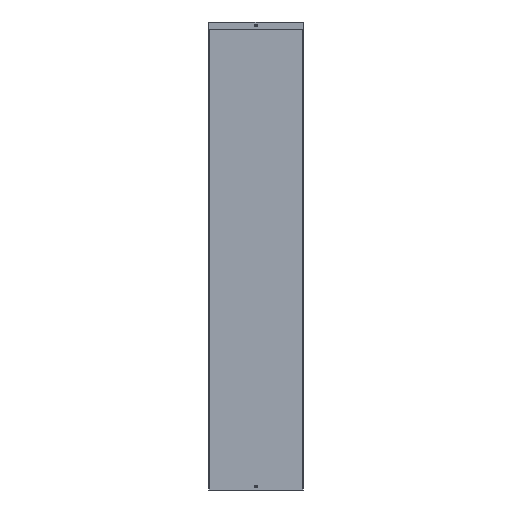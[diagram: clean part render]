
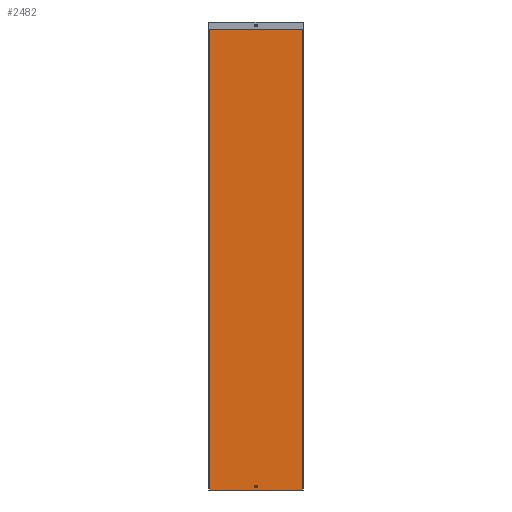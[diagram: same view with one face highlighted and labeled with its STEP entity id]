
A CAD part, front view. The second image highlights one B-rep face of the part: STEP entity #2482.
In plain terms, the highlighted planar face has unit normal (0, -1, 0).
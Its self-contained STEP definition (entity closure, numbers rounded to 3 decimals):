
#3 = VERTEX_POINT ( 'NONE', #1366 ) ;
#116 = ORIENTED_EDGE ( 'NONE', *, *, #2041, .F. ) ;
#180 = CIRCLE ( 'NONE', #839, 7.098 ) ;
#185 = CARTESIAN_POINT ( 'NONE',  ( 301., 0., 0. ) ) ;
#283 = AXIS2_PLACEMENT_3D ( 'NONE', #1561, #2831, #567 ) ;
#284 = DIRECTION ( 'NONE',  ( 1., 0., 0. ) ) ;
#319 = CARTESIAN_POINT ( 'NONE',  ( 10.094, 0., 24.001 ) ) ;
#362 = CARTESIAN_POINT ( 'NONE',  ( -302., 0., 3000. ) ) ;
#388 = EDGE_CURVE ( 'NONE', #3, #2419, #2229, .T. ) ;
#452 = PLANE ( 'NONE',  #3015 ) ;
#455 = DIRECTION ( 'NONE',  ( 0., 1., 0. ) ) ;
#460 = DIRECTION ( 'NONE',  ( 0., 0., 1. ) ) ;
#498 = VECTOR ( 'NONE', #502, 1000. ) ;
#501 = CARTESIAN_POINT ( 'NONE',  ( -0.004, 0., 31.099 ) ) ;
#502 = DIRECTION ( 'NONE',  ( 1., 0., 0. ) ) ;
#509 = LINE ( 'NONE', #1835, #498 ) ;
#567 = DIRECTION ( 'NONE',  ( 1., 0., 0. ) ) ;
#594 = DIRECTION ( 'NONE',  ( -1., 0., 0. ) ) ;
#623 = VERTEX_POINT ( 'NONE', #3949 ) ;
#673 = VECTOR ( 'NONE', #594, 1000. ) ;
#834 = CARTESIAN_POINT ( 'NONE',  ( 2.996, 0., 24.001 ) ) ;
#839 = AXIS2_PLACEMENT_3D ( 'NONE', #834, #1215, #284 ) ;
#903 = FACE_BOUND ( 'NONE', #3177, .T. ) ;
#1058 = VECTOR ( 'NONE', #3928, 1000. ) ;
#1066 = LINE ( 'NONE', #3933, #1058 ) ;
#1082 = AXIS2_PLACEMENT_3D ( 'NONE', #2245, #2260, #2274 ) ;
#1215 = DIRECTION ( 'NONE',  ( 0., -1., 0. ) ) ;
#1232 = VERTEX_POINT ( 'NONE', #2179 ) ;
#1294 = EDGE_CURVE ( 'NONE', #1299, #2515, #1066, .T. ) ;
#1299 = VERTEX_POINT ( 'NONE', #1781 ) ;
#1305 = LINE ( 'NONE', #1901, #1508 ) ;
#1366 = CARTESIAN_POINT ( 'NONE',  ( 2.996, 0., 16.903 ) ) ;
#1399 = ORIENTED_EDGE ( 'NONE', *, *, #4013, .T. ) ;
#1444 = VERTEX_POINT ( 'NONE', #4011 ) ;
#1508 = VECTOR ( 'NONE', #1768, 1000. ) ;
#1525 = LINE ( 'NONE', #2339, #3265 ) ;
#1561 = CARTESIAN_POINT ( 'NONE',  ( 2.996, 0., 24.001 ) ) ;
#1657 = VERTEX_POINT ( 'NONE', #3407 ) ;
#1768 = DIRECTION ( 'NONE',  ( -1., 0., 0. ) ) ;
#1771 = VECTOR ( 'NONE', #2428, 1000. ) ;
#1781 = CARTESIAN_POINT ( 'NONE',  ( 301., 0., 2948.764 ) ) ;
#1782 = EDGE_CURVE ( 'NONE', #1232, #2515, #509, .T. ) ;
#1835 = CARTESIAN_POINT ( 'NONE',  ( -302., 0., 0. ) ) ;
#1901 = CARTESIAN_POINT ( 'NONE',  ( -302., 0., 2948.764 ) ) ;
#2041 = EDGE_CURVE ( 'NONE', #2419, #3954, #180, .T. ) ;
#2132 = LINE ( 'NONE', #2450, #1771 ) ;
#2173 = CARTESIAN_POINT ( 'NONE',  ( 2.996, 0., 31.099 ) ) ;
#2179 = CARTESIAN_POINT ( 'NONE',  ( -301., 0., 0. ) ) ;
#2229 = CIRCLE ( 'NONE', #283, 7.098 ) ;
#2245 = CARTESIAN_POINT ( 'NONE',  ( -3.004, 0., 24.001 ) ) ;
#2260 = DIRECTION ( 'NONE',  ( 0., -1., 0. ) ) ;
#2274 = DIRECTION ( 'NONE',  ( 1., 0., 0. ) ) ;
#2339 = CARTESIAN_POINT ( 'NONE',  ( -301., 0., 3000. ) ) ;
#2419 = VERTEX_POINT ( 'NONE', #319 ) ;
#2428 = DIRECTION ( 'NONE',  ( 1., 0., 0. ) ) ;
#2450 = CARTESIAN_POINT ( 'NONE',  ( -0.004, 0., 16.903 ) ) ;
#2482 = ADVANCED_FACE ( 'NONE', ( #3502, #903 ), #452, .F. ) ;
#2515 = VERTEX_POINT ( 'NONE', #185 ) ;
#2580 = DIRECTION ( 'NONE',  ( 0., 0., -1. ) ) ;
#2831 = DIRECTION ( 'NONE',  ( 0., -1., 0. ) ) ;
#2838 = ORIENTED_EDGE ( 'NONE', *, *, #1294, .F. ) ;
#2890 = EDGE_CURVE ( 'NONE', #1299, #623, #1305, .T. ) ;
#3015 = AXIS2_PLACEMENT_3D ( 'NONE', #362, #455, #460 ) ;
#3020 = EDGE_CURVE ( 'NONE', #1657, #3, #2132, .T. ) ;
#3049 = ORIENTED_EDGE ( 'NONE', *, *, #388, .F. ) ;
#3161 = LINE ( 'NONE', #501, #673 ) ;
#3177 = EDGE_LOOP ( 'NONE', ( #3531, #116, #3049, #3389, #3187 ) ) ;
#3187 = ORIENTED_EDGE ( 'NONE', *, *, #3913, .F. ) ;
#3265 = VECTOR ( 'NONE', #2580, 1000. ) ;
#3389 = ORIENTED_EDGE ( 'NONE', *, *, #3020, .F. ) ;
#3407 = CARTESIAN_POINT ( 'NONE',  ( -3.004, 0., 16.903 ) ) ;
#3413 = CIRCLE ( 'NONE', #1082, 7.098 ) ;
#3502 = FACE_OUTER_BOUND ( 'NONE', #3850, .T. ) ;
#3531 = ORIENTED_EDGE ( 'NONE', *, *, #3673, .F. ) ;
#3673 = EDGE_CURVE ( 'NONE', #3954, #1444, #3161, .T. ) ;
#3850 = EDGE_LOOP ( 'NONE', ( #2838, #4026, #1399, #4047 ) ) ;
#3913 = EDGE_CURVE ( 'NONE', #1444, #1657, #3413, .T. ) ;
#3928 = DIRECTION ( 'NONE',  ( 0., 0., -1. ) ) ;
#3933 = CARTESIAN_POINT ( 'NONE',  ( 301., 0., 3000. ) ) ;
#3949 = CARTESIAN_POINT ( 'NONE',  ( -301., 0., 2948.764 ) ) ;
#3954 = VERTEX_POINT ( 'NONE', #2173 ) ;
#4011 = CARTESIAN_POINT ( 'NONE',  ( -3.004, 0., 31.099 ) ) ;
#4013 = EDGE_CURVE ( 'NONE', #623, #1232, #1525, .T. ) ;
#4026 = ORIENTED_EDGE ( 'NONE', *, *, #2890, .T. ) ;
#4047 = ORIENTED_EDGE ( 'NONE', *, *, #1782, .T. ) ;
